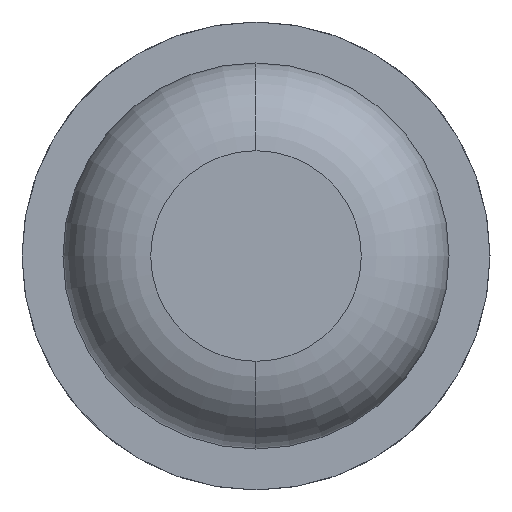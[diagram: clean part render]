
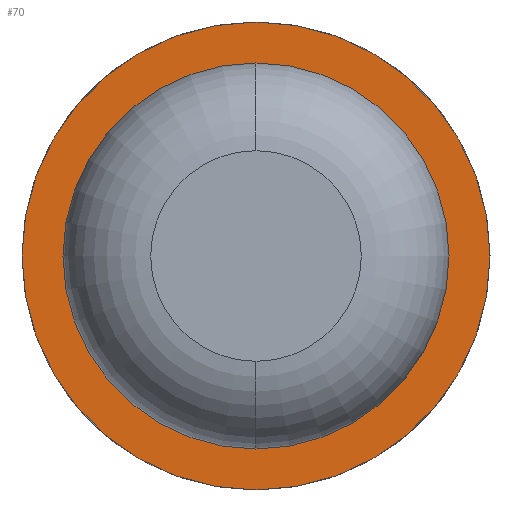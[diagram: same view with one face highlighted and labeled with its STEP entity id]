
A CAD part, front view. The second image highlights one B-rep face of the part: STEP entity #70.
In plain terms, the highlighted planar face has unit normal (0, -1, 0).
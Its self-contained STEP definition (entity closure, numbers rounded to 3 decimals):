
#70 = ADVANCED_FACE ( 'Defeature ausgef�hrt1_72', ( #2564, #3240 ), #3252, .F. ) ;
#342 = DIRECTION ( 'NONE',  ( 0., 1., 0. ) ) ;
#385 = EDGE_CURVE ( 'Defeature ausgef�hrt1_72+Defeature ausgef�hrt1_67+Defeature ausgef�hrt1_67+Defeature ausgef�hrt1_67', #3385, #4427, #1022, .T. ) ;
#401 = EDGE_LOOP ( 'NONE', ( #3274, #2193 ) ) ;
#743 = CARTESIAN_POINT ( 'NONE',  ( 1., -2., 0. ) ) ;
#793 = DIRECTION ( 'NONE',  ( 0., 0., 1. ) ) ;
#1022 = CIRCLE ( 'NONE', #4924, 0.825 ) ;
#1097 = EDGE_LOOP ( 'NONE', ( #2868, #3262 ) ) ;
#1148 = AXIS2_PLACEMENT_3D ( 'NONE', #4472, #4455, #2027 ) ;
#1173 = CIRCLE ( 'NONE', #1148, 0.825 ) ;
#1272 = DIRECTION ( 'NONE',  ( 0., 1., 0. ) ) ;
#1573 = DIRECTION ( 'NONE',  ( 0., 1., 0. ) ) ;
#1670 = AXIS2_PLACEMENT_3D ( 'NONE', #743, #1573, #4447 ) ;
#1697 = AXIS2_PLACEMENT_3D ( 'NONE', #2797, #342, #793 ) ;
#2027 = DIRECTION ( 'NONE',  ( 0., 0., 1. ) ) ;
#2193 = ORIENTED_EDGE ( 'NONE', *, *, #4748, .F. ) ;
#2401 = CARTESIAN_POINT ( 'NONE',  ( 0., -2., 1. ) ) ;
#2436 = CARTESIAN_POINT ( 'NONE',  ( 0., -2., -1. ) ) ;
#2519 = DIRECTION ( 'NONE',  ( 0., 0., 1. ) ) ;
#2564 = FACE_OUTER_BOUND ( 'NONE', #401, .T. ) ;
#2762 = AXIS2_PLACEMENT_3D ( 'NONE', #3746, #1272, #2519 ) ;
#2797 = CARTESIAN_POINT ( 'NONE',  ( 0., -2., 0. ) ) ;
#2868 = ORIENTED_EDGE ( 'NONE', *, *, #3119, .T. ) ;
#3119 = EDGE_CURVE ( 'Defeature ausgef�hrt1_72+Defeature ausgef�hrt1_67+Defeature ausgef�hrt1_67+Defeature ausgef�hrt1_67', #4427, #3385, #1173, .T. ) ;
#3196 = VERTEX_POINT ( 'NONE', #2436 ) ;
#3240 = FACE_BOUND ( 'NONE', #1097, .T. ) ;
#3252 = PLANE ( 'NONE',  #1670 ) ;
#3262 = ORIENTED_EDGE ( 'NONE', *, *, #385, .T. ) ;
#3274 = ORIENTED_EDGE ( 'NONE', *, *, #3543, .F. ) ;
#3322 = CARTESIAN_POINT ( 'NONE',  ( 0., -2., 0.825 ) ) ;
#3373 = CIRCLE ( 'NONE', #1697, 1. ) ;
#3385 = VERTEX_POINT ( 'NONE', #3634 ) ;
#3422 = VERTEX_POINT ( 'NONE', #2401 ) ;
#3491 = CARTESIAN_POINT ( 'NONE',  ( 0., -2., 0. ) ) ;
#3543 = EDGE_CURVE ( 'Defeature ausgef�hrt1_73+Defeature ausgef�hrt1_72+Defeature ausgef�hrt1_72+Defeature ausgef�hrt1_72', #3422, #3196, #4414, .T. ) ;
#3634 = CARTESIAN_POINT ( 'NONE',  ( 0., -2., -0.825 ) ) ;
#3746 = CARTESIAN_POINT ( 'NONE',  ( 0., -2., 0. ) ) ;
#4414 = CIRCLE ( 'NONE', #2762, 1. ) ;
#4427 = VERTEX_POINT ( 'NONE', #3322 ) ;
#4447 = DIRECTION ( 'NONE',  ( 0., 0., 1. ) ) ;
#4455 = DIRECTION ( 'NONE',  ( 0., 1., 0. ) ) ;
#4472 = CARTESIAN_POINT ( 'NONE',  ( 0., -2., 0. ) ) ;
#4667 = DIRECTION ( 'NONE',  ( 0., 1., 0. ) ) ;
#4748 = EDGE_CURVE ( 'Defeature ausgef�hrt1_73+Defeature ausgef�hrt1_72+Defeature ausgef�hrt1_72+Defeature ausgef�hrt1_72', #3196, #3422, #3373, .T. ) ;
#4924 = AXIS2_PLACEMENT_3D ( 'NONE', #3491, #4667, #5090 ) ;
#5090 = DIRECTION ( 'NONE',  ( 0., 0., 1. ) ) ;
